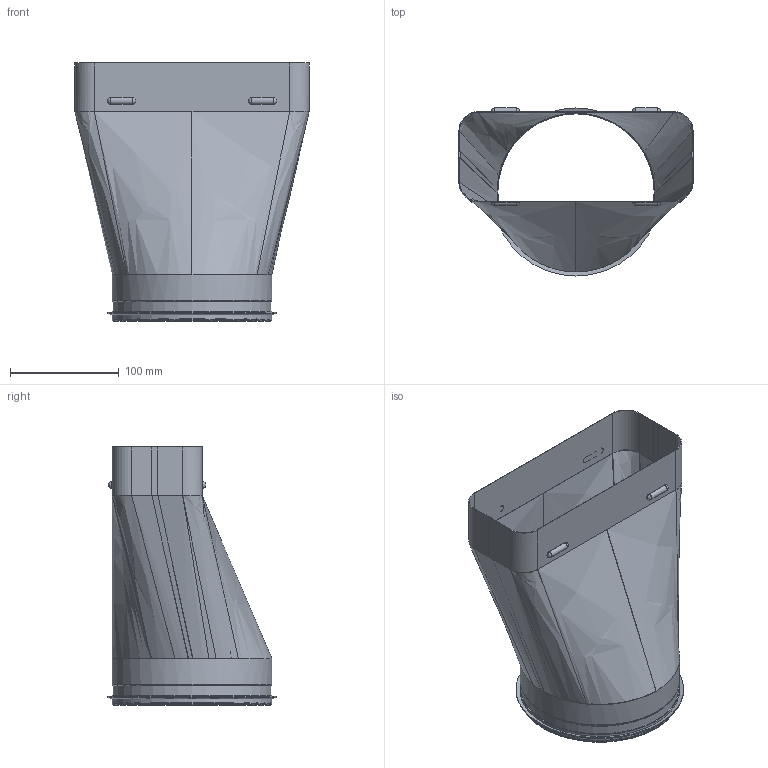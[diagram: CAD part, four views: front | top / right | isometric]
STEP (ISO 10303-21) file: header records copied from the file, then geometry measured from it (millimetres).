
FILE_DESCRIPTION(('STEP AP203'),'1');
FILE_NAME('ck.STP','2019-11-15T10:54:28',(' '),(' '),'Spatial InterOp 3D',' ',' ');
FILE_SCHEMA(('CONFIG_CONTROL_DESIGN'));
Length unit declared in the file: millimetre
Products named in the file (1): 1
Bounding box: 216 x 154.9 x 237.85 mm (x, y, z)
Volume: 97105.6 mm3; surface area: 254111.5 mm2
Topology: 1 solids, 6 shells, 133 faces, 323 edges, 189 vertices
Faces by surface type: cylinder 41, plane 39, bspline 28, sphere 16, torus 7, cone 2
Full cylindrical faces by diameter (mm): 144.1 x1, 145.3 x2, 146.1 x2, 147.3 x3, 154.898 x1
Entity records: 5765 total; most frequent: CARTESIAN_POINT 2829, DIRECTION 584, ORIENTED_EDGE 578, EDGE_CURVE 289, AXIS2_PLACEMENT_3D 217, VERTEX_POINT 189, EDGE_LOOP 158, LINE 150
